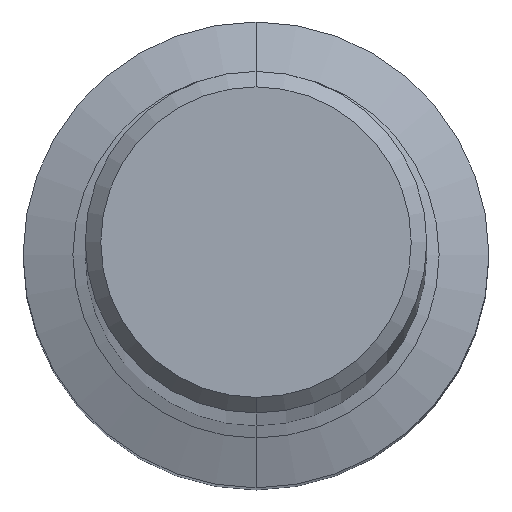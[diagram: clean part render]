
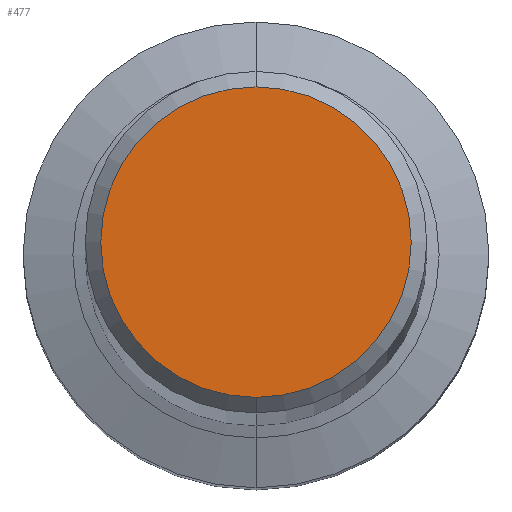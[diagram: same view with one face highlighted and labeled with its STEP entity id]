
A CAD part, top view. The second image highlights one B-rep face of the part: STEP entity #477.
In plain terms, the highlighted planar face has unit normal (0, 0, 1).
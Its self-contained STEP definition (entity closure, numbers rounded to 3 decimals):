
#203=VERTEX_POINT('',#559);
#211=VERTEX_POINT('',#567);
#381=EDGE_CURVE('',#203,#211,#755,.T.);
#477=ADVANCED_FACE('',(#863),#864,.T.);
#503=EDGE_CURVE('',#211,#203,#891,.T.);
#559=CARTESIAN_POINT('',(0.,-1.0,0.0));
#567=CARTESIAN_POINT('',(0.0,1.0,0.0));
#755=CIRCLE('',#1351,1.0);
#863=FACE_OUTER_BOUND('',#1551,.T.);
#864=PLANE('',#1552);
#891=CIRCLE('',#1593,1.0);
#1351=AXIS2_PLACEMENT_3D('',#1875,#1876,#1877);
#1551=EDGE_LOOP('',(#2012,#2013));
#1552=AXIS2_PLACEMENT_3D('',#2014,#2015,#2016);
#1593=AXIS2_PLACEMENT_3D('',#2031,#2032,#2033);
#1875=CARTESIAN_POINT('',(0.0,0.0,0.0));
#1876=DIRECTION('',(0.0,0.0,-1.0));
#1877=DIRECTION('',(0.0,1.0,0.0));
#2012=ORIENTED_EDGE('',*,*,#503,.F.);
#2013=ORIENTED_EDGE('',*,*,#381,.F.);
#2014=CARTESIAN_POINT('',(0.0,0.5,0.0));
#2015=DIRECTION('',(-0.0,0.0,1.0));
#2016=DIRECTION('',(0.0,-1.0,0.0));
#2031=CARTESIAN_POINT('',(0.0,0.0,0.0));
#2032=DIRECTION('',(0.0,0.0,-1.0));
#2033=DIRECTION('',(0.0,1.0,0.0));
